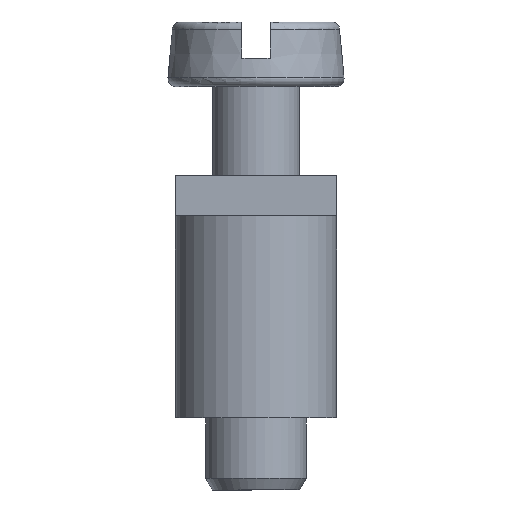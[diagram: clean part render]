
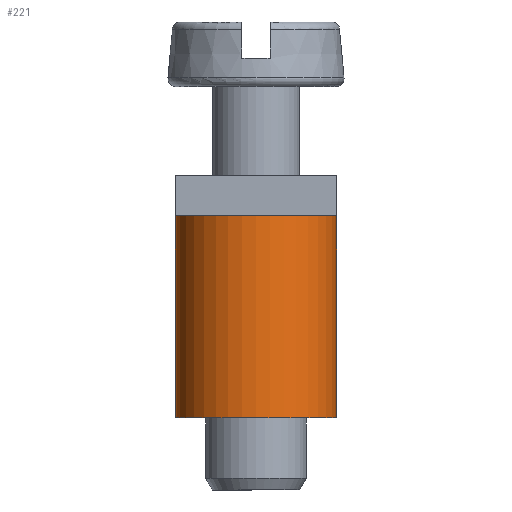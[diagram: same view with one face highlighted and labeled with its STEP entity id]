
A CAD part, left-side view. The second image highlights one B-rep face of the part: STEP entity #221.
In plain terms, the highlighted cylindrical face has radius 2 mm (diameter 4 mm), a full revolution.
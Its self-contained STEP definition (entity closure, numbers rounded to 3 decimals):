
#90=CYLINDRICAL_SURFACE('',#1286,2.);
#138=FACE_BOUND('',#419,.T.);
#139=FACE_BOUND('',#420,.T.);
#221=ADVANCED_FACE('',(#138,#139),#90,.T.);
#419=EDGE_LOOP('',(#763));
#420=EDGE_LOOP('',(#764,#765));
#763=ORIENTED_EDGE('',*,*,#1073,.T.);
#764=ORIENTED_EDGE('',*,*,#990,.F.);
#765=ORIENTED_EDGE('',*,*,#998,.F.);
#882=VERTEX_POINT('',#1731);
#884=VERTEX_POINT('',#1734);
#938=VERTEX_POINT('',#1988);
#990=EDGE_CURVE('',#882,#884,#1130,.T.);
#998=EDGE_CURVE('',#884,#882,#1133,.T.);
#1073=EDGE_CURVE('',#938,#938,#1166,.T.);
#1130=CIRCLE('',#1205,2.);
#1133=CIRCLE('',#1211,2.);
#1166=CIRCLE('',#1284,2.);
#1205=AXIS2_PLACEMENT_3D('',#1733,#1375,#1376);
#1211=AXIS2_PLACEMENT_3D('',#1750,#1392,#1393);
#1284=AXIS2_PLACEMENT_3D('',#1987,#1572,#1573);
#1286=AXIS2_PLACEMENT_3D('',#1990,#1576,#1577);
#1375=DIRECTION('',(0.,0.,1.));
#1376=DIRECTION('',(1.,0.,0.));
#1392=DIRECTION('',(0.,0.,1.));
#1393=DIRECTION('',(1.,0.,0.));
#1572=DIRECTION('',(0.,0.,1.));
#1573=DIRECTION('',(1.,0.,0.));
#1576=DIRECTION('',(0.,0.,1.));
#1577=DIRECTION('',(1.,0.,0.));
#1731=CARTESIAN_POINT('',(2.2,4.,0.));
#1733=CARTESIAN_POINT('',(2.2,2.,0.));
#1734=CARTESIAN_POINT('',(2.2,0.,0.));
#1750=CARTESIAN_POINT('',(2.2,2.,0.));
#1987=CARTESIAN_POINT('',(2.2,2.,-5.));
#1988=CARTESIAN_POINT('',(4.2,2.,-5.));
#1990=CARTESIAN_POINT('',(2.2,2.,-5.));
